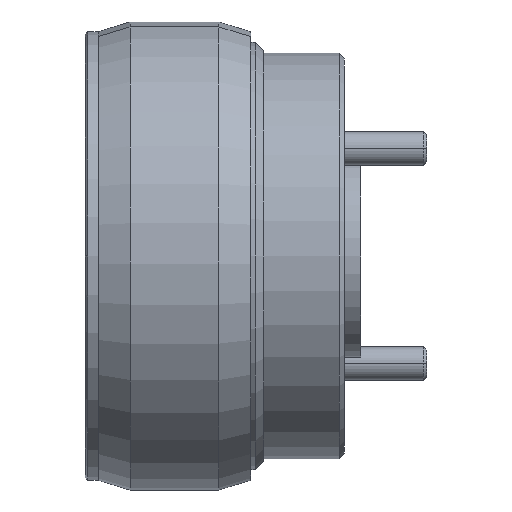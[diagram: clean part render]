
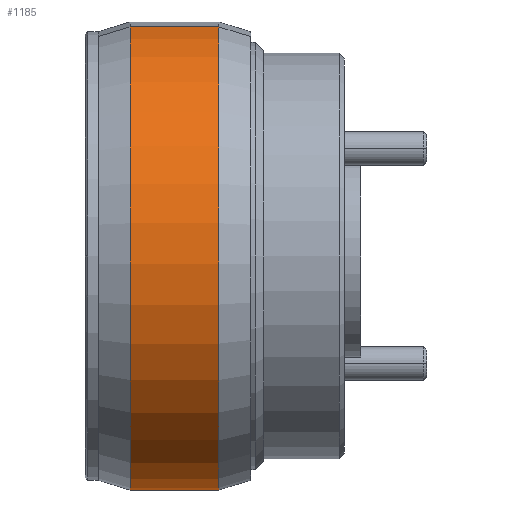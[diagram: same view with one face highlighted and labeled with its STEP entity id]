
A CAD part, left-side view. The second image highlights one B-rep face of the part: STEP entity #1185.
In plain terms, the highlighted cylindrical face has radius 10.998 mm (diameter 21.996 mm), a partial arc.
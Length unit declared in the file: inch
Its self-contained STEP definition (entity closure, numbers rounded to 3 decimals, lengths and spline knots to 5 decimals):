
#139 = VERTEX_POINT ( 'NONE', #2393 ) ;
#140 = VERTEX_POINT ( 'NONE', #1317 ) ;
#234 = DIRECTION ( 'NONE',  ( 0.207, 0., -0.978 ) ) ;
#390 = DIRECTION ( 'NONE',  ( 0., -1., 0. ) ) ;
#444 = ORIENTED_EDGE ( 'NONE', *, *, #1706, .F. ) ;
#489 = DIRECTION ( 'NONE',  ( 0., -1., 0. ) ) ;
#501 = DIRECTION ( 'NONE',  ( 0.207, 0., -0.978 ) ) ;
#508 = CARTESIAN_POINT ( 'NONE',  ( 0., 0.057, 0. ) ) ;
#638 = FACE_OUTER_BOUND ( 'NONE', #1556, .T. ) ;
#653 = ORIENTED_EDGE ( 'NONE', *, *, #1054, .F. ) ;
#667 = DIRECTION ( 'NONE',  ( 0., -1., 0. ) ) ;
#716 = DIRECTION ( 'NONE',  ( 0., -1., 0. ) ) ;
#899 = DIRECTION ( 'NONE',  ( 0., -1., 0. ) ) ;
#950 = CARTESIAN_POINT ( 'NONE',  ( 0., 0.016, 0. ) ) ;
#1049 = ORIENTED_EDGE ( 'NONE', *, *, #1203, .T. ) ;
#1054 = EDGE_CURVE ( 'NONE', #1315, #139, #1402, .T. ) ;
#1060 = AXIS2_PLACEMENT_3D ( 'NONE', #508, #489, #2231 ) ;
#1185 = ADVANCED_FACE ( 'NONE', ( #638 ), #2354, .T. ) ;
#1203 = EDGE_CURVE ( 'NONE', #140, #1380, #1613, .T. ) ;
#1275 = AXIS2_PLACEMENT_3D ( 'NONE', #1947, #667, #234 ) ;
#1315 = VERTEX_POINT ( 'NONE', #1623 ) ;
#1317 = CARTESIAN_POINT ( 'NONE',  ( -0.08981, 0.057, 0.42358 ) ) ;
#1368 = VECTOR ( 'NONE', #899, 39.37008 ) ;
#1380 = VERTEX_POINT ( 'NONE', #1891 ) ;
#1402 = CIRCLE ( 'NONE', #1275, 0.433 ) ;
#1545 = AXIS2_PLACEMENT_3D ( 'NONE', #950, #716, #501 ) ;
#1556 = EDGE_LOOP ( 'NONE', ( #444, #1049, #2204, #653 ) ) ;
#1613 = CIRCLE ( 'NONE', #1060, 0.433 ) ;
#1623 = CARTESIAN_POINT ( 'NONE',  ( -0.08981, -0.107, 0.42358 ) ) ;
#1706 = EDGE_CURVE ( 'NONE', #140, #1315, #2721, .T. ) ;
#1891 = CARTESIAN_POINT ( 'NONE',  ( 0.08981, 0.057, -0.42358 ) ) ;
#1947 = CARTESIAN_POINT ( 'NONE',  ( 0., -0.107, 0. ) ) ;
#1982 = CARTESIAN_POINT ( 'NONE',  ( -0.08981, 0.016, 0.42358 ) ) ;
#2204 = ORIENTED_EDGE ( 'NONE', *, *, #2469, .T. ) ;
#2231 = DIRECTION ( 'NONE',  ( 0.207, 0., -0.978 ) ) ;
#2354 = CYLINDRICAL_SURFACE ( 'NONE', #1545, 0.433 ) ;
#2393 = CARTESIAN_POINT ( 'NONE',  ( 0.08981, -0.107, -0.42358 ) ) ;
#2469 = EDGE_CURVE ( 'NONE', #1380, #139, #2715, .T. ) ;
#2683 = VECTOR ( 'NONE', #390, 39.37008 ) ;
#2715 = LINE ( 'NONE', #2745, #2683 ) ;
#2721 = LINE ( 'NONE', #1982, #1368 ) ;
#2745 = CARTESIAN_POINT ( 'NONE',  ( 0.08981, 0.016, -0.42358 ) ) ;
